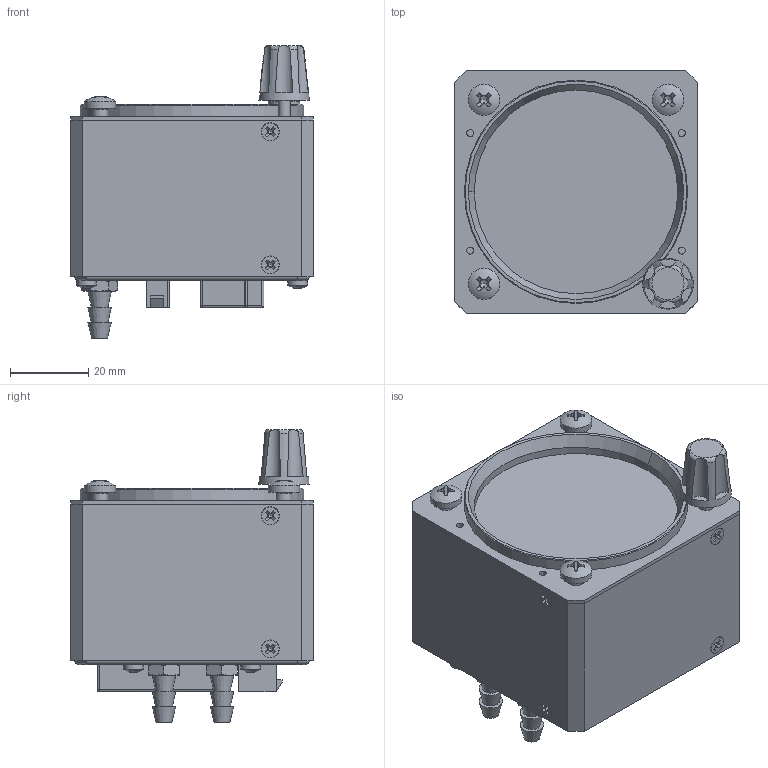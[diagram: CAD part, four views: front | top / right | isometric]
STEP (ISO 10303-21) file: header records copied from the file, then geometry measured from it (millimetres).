
FILE_DESCRIPTION(('FreeCAD Model'),'2;1');
FILE_NAME('Combo Indicator.step','2020-04-01T14:15:15',('Author'),(''), 'Open CASCADE STEP processor 7.3','FreeCAD','Unknown');
FILE_SCHEMA(('AUTOMOTIVE_DESIGN { 1 0 10303 214 1 1 1 1 }'));
Length unit declared in the file: millimetre
Products named in the file (49): Assembly; PolarPattern; Part; CH13_E33_Dummy_E33_VTXXX_NXXX_C_stp1_01; Elma_E33_os_01; Assem003; use001; use_Pin001; Pin_short003; Pin_short002; Pin_long003; Pin_long002; Assem002; use; use_Pin; Pin_short001; Pin_short; Pin_long001; Pin_long; Body; M2.5x4-Screw023; M2.5x4-Screw022; M2.5x4-Screw021; M2.5x4-Screw020; M2.5x3-Screw; Assem1; 64900221122; 6490xx21122_PIN001; 6490xx21122_PIN; M5-Nut001; M5-Nut; PrikljucekZrak_002; PrikljucekZrak_01; M2.5x8-Screw; M4x6-Screw008; M4x6-Screw009; M4x6-Screw; M2.5x4-Screw001; M2.5x4-Screw003; M2.5x4-Screw005 ...
Assembly tree (61 placements, depth 4):
  Assembly
    PolarPattern
    Part
      CH13_E33_Dummy_E33_VTXXX_NXXX_C_stp1_01
      Elma_E33_os_01
    Assem003
  use001
  use_Pin001
      Pin_short003
        Pin_short002  x4
      Pin_long003
        Pin_long002  x4
    Assem002
  use
  use_Pin
      Pin_short001
        Pin_short  x4
      Pin_long001
        Pin_long  x4
    Body
    M2.5x4-Screw023
    M2.5x4-Screw022
    M2.5x4-Screw021
    M2.5x4-Screw020
    M2.5x3-Screw
    Assem1
      64900221122
      6490xx21122_PIN001
        6490xx21122_PIN  x2
    M5-Nut001
    M5-Nut
    PrikljucekZrak_002
    PrikljucekZrak_01
    M2.5x8-Screw
    M4x6-Screw008
    M4x6-Screw009
    M4x6-Screw
    M2.5x4-Screw001
    M2.5x4-Screw003
    M2.5x4-Screw005
    M2.5x4-Screw006
    M2.5x4-Screw
    M2.5x4-Screw019
    M2.5x4-Screw016
    M2.5x4-Screw014
    M2.5x4-Screw018
    Hrbet_01
    Plasc_01
    Maska_01
Bounding box: 62 x 62 x 74.77 mm (x, y, z)
Volume: 54607.7 mm3; surface area: 56639.9 mm2
Topology: 52 solids, 52 shells, 3201 faces, 8725 edges, 5642 vertices
Faces by surface type: plane 2117, cylinder 696, cone 210, torus 131, sphere 19, revolution 18, bspline 10
Full cylindrical faces by diameter (mm): 0.9 x4, 1.8 x4, 2 x7, 2.4 x2, 2.5 x30, 3 x3, 4 x8, 4.134 x2, 4.5 x11, 5 x4, 6 x3, 8 x3, 52 x1, 56 x1, 57 x1, 58 x1
Entity records: 107225 total; most frequent: CARTESIAN_POINT 31569, DIRECTION 15541, ORIENTED_EDGE 15506, EDGE_CURVE 7753, LINE 5249, VECTOR 5249, AXIS2_PLACEMENT_3D 5137, VERTEX_POINT 5016
